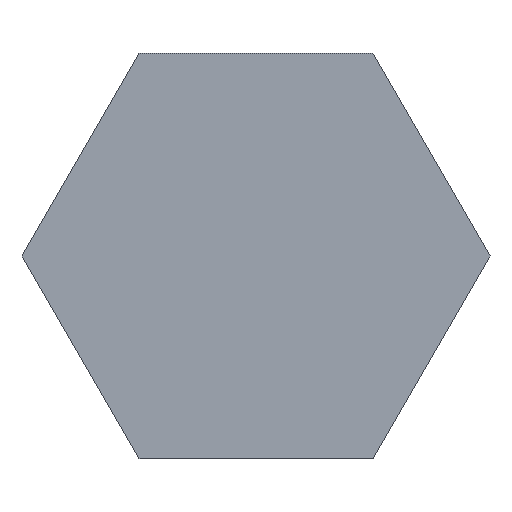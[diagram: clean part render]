
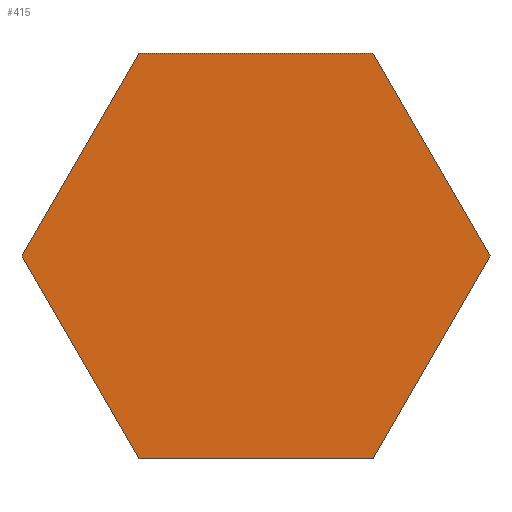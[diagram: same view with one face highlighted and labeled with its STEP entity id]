
A CAD part, front view. The second image highlights one B-rep face of the part: STEP entity #415.
In plain terms, the highlighted planar face has unit normal (0, -1, 0).
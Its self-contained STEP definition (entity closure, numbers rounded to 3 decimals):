
#7 = DIRECTION ( 'NONE',  ( -0.866, 0., 0.5 ) ) ;
#72 = LINE ( 'NONE', #2006, #3391 ) ;
#132 = VERTEX_POINT ( 'NONE', #1610 ) ;
#155 = LINE ( 'NONE', #2270, #2950 ) ;
#206 = EDGE_CURVE ( 'NONE', #132, #1783, #155, .T. ) ;
#371 = EDGE_CURVE ( 'NONE', #2081, #612, #72, .T. ) ;
#415 = ADVANCED_FACE ( 'NONE', ( #2037 ), #3064, .T. ) ;
#564 = LINE ( 'NONE', #912, #2655 ) ;
#603 = VERTEX_POINT ( 'NONE', #1211 ) ;
#612 = VERTEX_POINT ( 'NONE', #1481 ) ;
#614 = LINE ( 'NONE', #3251, #2015 ) ;
#623 = ORIENTED_EDGE ( 'NONE', *, *, #3024, .T. ) ;
#912 = CARTESIAN_POINT ( 'NONE',  ( 336.881, 78.748, -3.437 ) ) ;
#1021 = VERTEX_POINT ( 'NONE', #2367 ) ;
#1057 = DIRECTION ( 'NONE',  ( 0., 0., -1. ) ) ;
#1058 = CARTESIAN_POINT ( 'NONE',  ( 334.682, 78.748, 0.373 ) ) ;
#1087 = LINE ( 'NONE', #1058, #2567 ) ;
#1105 = ORIENTED_EDGE ( 'NONE', *, *, #206, .T. ) ;
#1147 = ORIENTED_EDGE ( 'NONE', *, *, #2263, .T. ) ;
#1211 = CARTESIAN_POINT ( 'NONE',  ( 336.881, 78.748, -3.437 ) ) ;
#1220 = AXIS2_PLACEMENT_3D ( 'NONE', #2836, #3097, #3319 ) ;
#1241 = EDGE_LOOP ( 'NONE', ( #1147, #1105, #3278, #1520, #3397, #623 ) ) ;
#1422 = EDGE_CURVE ( 'NONE', #612, #1021, #1087, .T. ) ;
#1481 = CARTESIAN_POINT ( 'NONE',  ( 334.682, 78.748, 0.373 ) ) ;
#1520 = ORIENTED_EDGE ( 'NONE', *, *, #371, .T. ) ;
#1572 = DIRECTION ( 'NONE',  ( 0.866, 0., -0.5 ) ) ;
#1610 = CARTESIAN_POINT ( 'NONE',  ( 339.081, 78.748, -2.167 ) ) ;
#1655 = LINE ( 'NONE', #3158, #2975 ) ;
#1764 = DIRECTION ( 'NONE',  ( 0.866, 0., 0.5 ) ) ;
#1783 = VERTEX_POINT ( 'NONE', #2064 ) ;
#1794 = DIRECTION ( 'NONE',  ( -0.866, 0., -0.5 ) ) ;
#2006 = CARTESIAN_POINT ( 'NONE',  ( 336.881, 78.748, 1.643 ) ) ;
#2015 = VECTOR ( 'NONE', #7, 1000. ) ;
#2037 = FACE_OUTER_BOUND ( 'NONE', #1241, .T. ) ;
#2064 = CARTESIAN_POINT ( 'NONE',  ( 339.081, 78.748, 0.373 ) ) ;
#2081 = VERTEX_POINT ( 'NONE', #2505 ) ;
#2255 = DIRECTION ( 'NONE',  ( 0., 0., 1. ) ) ;
#2263 = EDGE_CURVE ( 'NONE', #603, #132, #564, .T. ) ;
#2270 = CARTESIAN_POINT ( 'NONE',  ( 339.081, 78.748, -2.167 ) ) ;
#2367 = CARTESIAN_POINT ( 'NONE',  ( 334.682, 78.748, -2.167 ) ) ;
#2505 = CARTESIAN_POINT ( 'NONE',  ( 336.881, 78.748, 1.643 ) ) ;
#2567 = VECTOR ( 'NONE', #1057, 1000. ) ;
#2655 = VECTOR ( 'NONE', #1764, 1000. ) ;
#2776 = EDGE_CURVE ( 'NONE', #1783, #2081, #614, .T. ) ;
#2836 = CARTESIAN_POINT ( 'NONE',  ( 339.081, 78.748, -2.167 ) ) ;
#2950 = VECTOR ( 'NONE', #2255, 1000. ) ;
#2975 = VECTOR ( 'NONE', #1572, 1000. ) ;
#3024 = EDGE_CURVE ( 'NONE', #1021, #603, #1655, .T. ) ;
#3064 = PLANE ( 'NONE',  #1220 ) ;
#3097 = DIRECTION ( 'NONE',  ( 0., -1., 0. ) ) ;
#3158 = CARTESIAN_POINT ( 'NONE',  ( 334.682, 78.748, -2.167 ) ) ;
#3251 = CARTESIAN_POINT ( 'NONE',  ( 339.081, 78.748, 0.373 ) ) ;
#3278 = ORIENTED_EDGE ( 'NONE', *, *, #2776, .T. ) ;
#3319 = DIRECTION ( 'NONE',  ( 0., 0., -1. ) ) ;
#3391 = VECTOR ( 'NONE', #1794, 1000. ) ;
#3397 = ORIENTED_EDGE ( 'NONE', *, *, #1422, .T. ) ;
